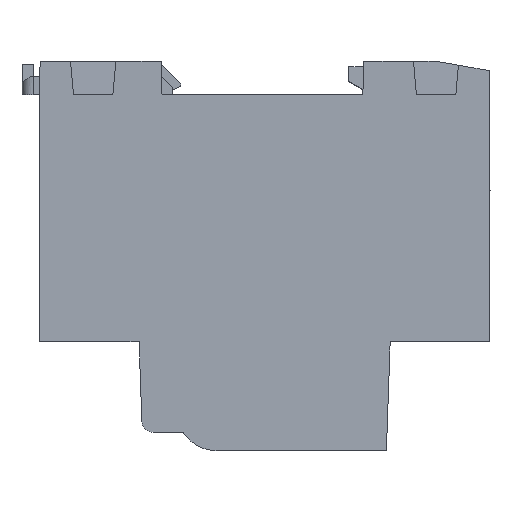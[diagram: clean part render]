
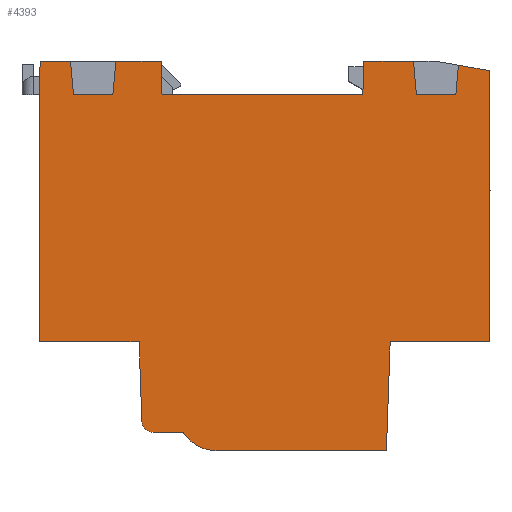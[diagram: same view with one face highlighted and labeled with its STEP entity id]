
A CAD part, front view. The second image highlights one B-rep face of the part: STEP entity #4393.
In plain terms, the highlighted planar face has unit normal (0, -1, 0).
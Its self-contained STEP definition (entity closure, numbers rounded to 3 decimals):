
#1126=DIRECTION('',(0.087,0.,-0.996));
#1127=VECTOR('',#1126,6.027);
#1128=CARTESIAN_POINT('',(13.904,0.,
-9.436));
#1129=LINE('',#1128,#1127);
#1130=DIRECTION('',(1.,0.,0.));
#1131=VECTOR('',#1130,7.067);
#1132=CARTESIAN_POINT('',(14.43,0.,
-15.44));
#1133=LINE('',#1132,#1131);
#1134=DIRECTION('',(0.087,0.,0.996));
#1135=VECTOR('',#1134,6.027);
#1136=CARTESIAN_POINT('',(21.497,0.,
-15.44));
#1137=LINE('',#1136,#1135);
#1138=DIRECTION('',(1.,0.,0.));
#1139=VECTOR('',#1138,8.118);
#1140=CARTESIAN_POINT('',(22.023,0.,
-9.436));
#1141=LINE('',#1140,#1139);
#1142=DIRECTION('',(0.026,0.,-1.));
#1143=VECTOR('',#1142,6.005);
#1144=CARTESIAN_POINT('',(30.14,0.,
-9.436));
#1145=LINE('',#1144,#1143);
#1146=DIRECTION('',(1.,0.,0.));
#1147=VECTOR('',#1146,36.);
#1148=CARTESIAN_POINT('',(30.298,0.,
-15.439));
#1149=LINE('',#1148,#1147);
#1150=DIRECTION('',(0.026,0.,1.));
#1151=VECTOR('',#1150,6.006);
#1152=CARTESIAN_POINT('',(66.298,0.,
-15.439));
#1153=LINE('',#1152,#1151);
#1154=DIRECTION('',(1.,0.,0.));
#1155=VECTOR('',#1154,8.918);
#1156=CARTESIAN_POINT('',(66.455,0.,
-9.435));
#1157=LINE('',#1156,#1155);
#1158=DIRECTION('',(0.087,0.,-0.996));
#1159=VECTOR('',#1158,6.026);
#1160=CARTESIAN_POINT('',(75.373,0.,
-9.435));
#1161=LINE('',#1160,#1159);
#1162=DIRECTION('',(1.,0.,0.));
#1163=VECTOR('',#1162,7.067);
#1164=CARTESIAN_POINT('',(75.898,0.,
-15.438));
#1165=LINE('',#1164,#1163);
#1166=DIRECTION('',(0.087,0.,0.996));
#1167=VECTOR('',#1166,5.324);
#1168=CARTESIAN_POINT('',(82.965,0.,
-15.438));
#1169=LINE('',#1168,#1167);
#1170=DIRECTION('',(0.985,0.,-0.174));
#1171=VECTOR('',#1170,5.641);
#1172=CARTESIAN_POINT('',(83.429,0.,
-10.135));
#1173=LINE('',#1172,#1171);
#1174=DIRECTION('',(0.024,0.,-1.));
#1175=VECTOR('',#1174,4.325);
#1176=CARTESIAN_POINT('',(88.984,0.,
-11.114));
#1177=LINE('',#1176,#1175);
#1178=DIRECTION('',(0.,0.,-1.));
#1179=VECTOR('',#1178,44.298);
#1180=CARTESIAN_POINT('',(89.09,0.,
-15.438));
#1181=LINE('',#1180,#1179);
#1182=DIRECTION('',(-1.,0.,0.));
#1183=VECTOR('',#1182,17.894);
#1184=CARTESIAN_POINT('',(89.09,0.,
-59.736));
#1185=LINE('',#1184,#1183);
#1186=DIRECTION('',(-0.035,0.,-0.999));
#1187=VECTOR('',#1186,19.502);
#1188=CARTESIAN_POINT('',(71.195,0.,
-59.736));
#1189=LINE('',#1188,#1187);
#1190=DIRECTION('',(-1.,0.,0.));
#1191=VECTOR('',#1190,30.334);
#1192=CARTESIAN_POINT('',(70.515,0.,
-79.226));
#1193=LINE('',#1192,#1191);
#1194=CARTESIAN_POINT('',(40.181,0.,
-71.927));
#1195=DIRECTION('',(0.,1.,0.));
#1196=DIRECTION('',(0.,0.,-1.));
#1197=AXIS2_PLACEMENT_3D('',#1194,#1195,#1196);
#1199=DIRECTION('',(-1.,0.,0.));
#1200=VECTOR('',#1199,5.399);
#1201=CARTESIAN_POINT('',(34.083,0.,
-75.94));
#1202=LINE('',#1201,#1200);
#1203=CARTESIAN_POINT('',(28.684,0.,
-73.94));
#1204=DIRECTION('',(0.,1.,0.));
#1205=DIRECTION('',(0.,0.,-1.));
#1206=AXIS2_PLACEMENT_3D('',#1203,#1204,#1205);
#1208=DIRECTION('',(-0.035,0.,0.999));
#1209=VECTOR('',#1208,14.211);
#1210=CARTESIAN_POINT('',(26.684,0.,
-73.94));
#1211=LINE('',#1210,#1209);
#1212=DIRECTION('',(-1.,0.,0.));
#1213=VECTOR('',#1212,17.889);
#1214=CARTESIAN_POINT('',(26.187,0.,
-59.738));
#1215=LINE('',#1214,#1213);
#1216=DIRECTION('',(0.,0.,1.));
#1217=VECTOR('',#1216,44.298);
#1218=CARTESIAN_POINT('',(8.298,0.,
-59.738));
#1219=LINE('',#1218,#1217);
#1220=DIRECTION('',(0.026,0.,1.));
#1221=VECTOR('',#1220,6.007);
#1222=CARTESIAN_POINT('',(8.298,0.,
-15.441));
#1223=LINE('',#1222,#1221);
#1224=DIRECTION('',(1.,0.,0.));
#1225=VECTOR('',#1224,5.45);
#1226=CARTESIAN_POINT('',(8.455,0.,
-9.436));
#1227=LINE('',#1226,#1225);
#2389=CARTESIAN_POINT('',(66.298,0.,
-15.439));
#2390=CARTESIAN_POINT('',(66.455,0.,
-9.435));
#2391=VERTEX_POINT('',#2389);
#2392=VERTEX_POINT('',#2390);
#2393=CARTESIAN_POINT('',(88.984,0.,
-11.114));
#2394=CARTESIAN_POINT('',(89.09,0.,
-15.438));
#2395=VERTEX_POINT('',#2393);
#2396=VERTEX_POINT('',#2394);
#2397=CARTESIAN_POINT('',(89.09,0.,
-59.736));
#2398=VERTEX_POINT('',#2397);
#2399=CARTESIAN_POINT('',(71.195,0.,
-59.736));
#2400=VERTEX_POINT('',#2399);
#2401=CARTESIAN_POINT('',(70.515,0.,
-79.226));
#2402=VERTEX_POINT('',#2401);
#2403=CARTESIAN_POINT('',(40.182,0.,
-79.227));
#2404=VERTEX_POINT('',#2403);
#2405=CARTESIAN_POINT('',(34.083,0.,
-75.94));
#2406=VERTEX_POINT('',#2405);
#2407=CARTESIAN_POINT('',(28.684,0.,
-75.94));
#2408=VERTEX_POINT('',#2407);
#2409=CARTESIAN_POINT('',(26.684,0.,
-73.94));
#2410=VERTEX_POINT('',#2409);
#2411=CARTESIAN_POINT('',(26.187,0.,
-59.738));
#2412=VERTEX_POINT('',#2411);
#2413=CARTESIAN_POINT('',(8.298,0.,
-59.738));
#2414=VERTEX_POINT('',#2413);
#2415=CARTESIAN_POINT('',(8.298,0.,
-15.441));
#2416=VERTEX_POINT('',#2415);
#2417=CARTESIAN_POINT('',(8.455,0.,
-9.436));
#2418=VERTEX_POINT('',#2417);
#2419=CARTESIAN_POINT('',(30.14,0.,
-9.436));
#2420=CARTESIAN_POINT('',(30.298,0.,
-15.439));
#2421=VERTEX_POINT('',#2419);
#2422=VERTEX_POINT('',#2420);
#2435=CARTESIAN_POINT('',(75.373,0.,
-9.435));
#2436=VERTEX_POINT('',#2435);
#2439=CARTESIAN_POINT('',(83.429,0.,
-10.135));
#2440=VERTEX_POINT('',#2439);
#2445=CARTESIAN_POINT('',(13.904,0.,
-9.436));
#2446=VERTEX_POINT('',#2445);
#2447=CARTESIAN_POINT('',(22.023,0.,
-9.436));
#2448=VERTEX_POINT('',#2447);
#2449=CARTESIAN_POINT('',(14.43,0.,
-15.44));
#2450=VERTEX_POINT('',#2449);
#2451=CARTESIAN_POINT('',(21.497,0.,
-15.44));
#2452=VERTEX_POINT('',#2451);
#2453=CARTESIAN_POINT('',(75.898,0.,
-15.438));
#2454=VERTEX_POINT('',#2453);
#2455=CARTESIAN_POINT('',(82.965,0.,
-15.438));
#2456=VERTEX_POINT('',#2455);
#4355=CARTESIAN_POINT('',(89.09,0.,
-15.438));
#4356=DIRECTION('',(0.,-1.,0.));
#4357=DIRECTION('',(-1.,0.,0.));
#4358=AXIS2_PLACEMENT_3D('',#4355,#4356,#4357);
#4359=PLANE('',#4358);
#4361=ORIENTED_EDGE('',*,*,#4360,.T.);
#4363=ORIENTED_EDGE('',*,*,#4362,.T.);
#4365=ORIENTED_EDGE('',*,*,#4364,.T.);
#4366=ORIENTED_EDGE('',*,*,#3250,.T.);
#4367=ORIENTED_EDGE('',*,*,#3333,.T.);
#4368=ORIENTED_EDGE('',*,*,#3383,.T.);
#4369=ORIENTED_EDGE('',*,*,#3400,.T.);
#4370=ORIENTED_EDGE('',*,*,#3439,.T.);
#4372=ORIENTED_EDGE('',*,*,#4371,.T.);
#4374=ORIENTED_EDGE('',*,*,#4373,.T.);
#4376=ORIENTED_EDGE('',*,*,#4375,.T.);
#4377=ORIENTED_EDGE('',*,*,#3528,.T.);
#4378=ORIENTED_EDGE('',*,*,#3546,.T.);
#4379=ORIENTED_EDGE('',*,*,#3560,.T.);
#4380=ORIENTED_EDGE('',*,*,#3666,.T.);
#4381=ORIENTED_EDGE('',*,*,#3704,.T.);
#4382=ORIENTED_EDGE('',*,*,#3718,.T.);
#4383=ORIENTED_EDGE('',*,*,#3732,.T.);
#4384=ORIENTED_EDGE('',*,*,#3746,.T.);
#4385=ORIENTED_EDGE('',*,*,#3760,.T.);
#4386=ORIENTED_EDGE('',*,*,#3774,.T.);
#4387=ORIENTED_EDGE('',*,*,#3788,.T.);
#4388=ORIENTED_EDGE('',*,*,#3815,.T.);
#4389=ORIENTED_EDGE('',*,*,#4208,.T.);
#4390=ORIENTED_EDGE('',*,*,#3258,.T.);
#4391=EDGE_LOOP('',(#4361,#4363,#4365,#4366,#4367,#4368,#4369,#4370,#4372,#4374,
#4376,#4377,#4378,#4379,#4380,#4381,#4382,#4383,#4384,#4385,#4386,#4387,#4388,
#4389,#4390));
#4392=FACE_OUTER_BOUND('',#4391,.F.);
#1198=CIRCLE('',#1197,7.3);
#1207=CIRCLE('',#1206,2.);
#3250=EDGE_CURVE('',#2448,#2421,#1141,.T.);
#3258=EDGE_CURVE('',#2418,#2446,#1227,.T.);
#3333=EDGE_CURVE('',#2421,#2422,#1145,.T.);
#3383=EDGE_CURVE('',#2422,#2391,#1149,.T.);
#3400=EDGE_CURVE('',#2391,#2392,#1153,.T.);
#3439=EDGE_CURVE('',#2392,#2436,#1157,.T.);
#3528=EDGE_CURVE('',#2440,#2395,#1173,.T.);
#3546=EDGE_CURVE('',#2395,#2396,#1177,.T.);
#3560=EDGE_CURVE('',#2396,#2398,#1181,.T.);
#3666=EDGE_CURVE('',#2398,#2400,#1185,.T.);
#3704=EDGE_CURVE('',#2400,#2402,#1189,.T.);
#3718=EDGE_CURVE('',#2402,#2404,#1193,.T.);
#3732=EDGE_CURVE('',#2404,#2406,#1198,.T.);
#3746=EDGE_CURVE('',#2406,#2408,#1202,.T.);
#3760=EDGE_CURVE('',#2408,#2410,#1207,.T.);
#3774=EDGE_CURVE('',#2410,#2412,#1211,.T.);
#3788=EDGE_CURVE('',#2412,#2414,#1215,.T.);
#3815=EDGE_CURVE('',#2414,#2416,#1219,.T.);
#4208=EDGE_CURVE('',#2416,#2418,#1223,.T.);
#4360=EDGE_CURVE('',#2446,#2450,#1129,.T.);
#4362=EDGE_CURVE('',#2450,#2452,#1133,.T.);
#4364=EDGE_CURVE('',#2452,#2448,#1137,.T.);
#4371=EDGE_CURVE('',#2436,#2454,#1161,.T.);
#4373=EDGE_CURVE('',#2454,#2456,#1165,.T.);
#4375=EDGE_CURVE('',#2456,#2440,#1169,.T.);
#4393=ADVANCED_FACE('',(#4392),#4359,.T.);
